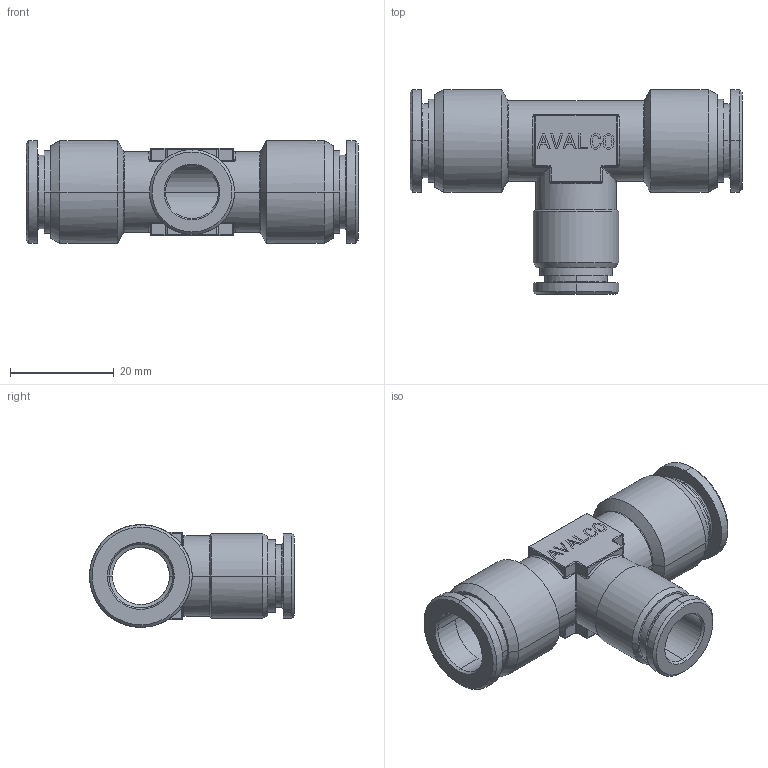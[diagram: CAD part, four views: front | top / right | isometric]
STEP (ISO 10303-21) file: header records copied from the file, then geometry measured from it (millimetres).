
FILE_DESCRIPTION(('CATIA V5 STEP Exchange'),'2;1');
FILE_NAME('PR540B-12-10.stp','2018-04-14T15:13:26+00:00',('none'),('none'),'CATIA Version 5 Release 21 GA (IN-10)','CATIA V5 STEP AP203','none');
FILE_SCHEMA(('CONFIG_CONTROL_DESIGN'));
Length unit declared in the file: millimetre
Products named in the file (1): PR540B-12-10
Bounding box: 64 x 39.5 x 19.8 mm (x, y, z)
Volume: 11196.4 mm3; surface area: 9757.5 mm2
Topology: 1 solids, 1 shells, 455 faces, 1130 edges, 710 vertices
Faces by surface type: plane 261, cylinder 94, cone 42, torus 30, bspline 16, sphere 12
Entity records: 14702 total; most frequent: CARTESIAN_POINT 4445, ORIENTED_EDGE 2260, DIRECTION 1770, EDGE_CURVE 1130, VECTOR 804, LINE 804, VERTEX_POINT 710, AXIS2_PLACEMENT_3D 570
